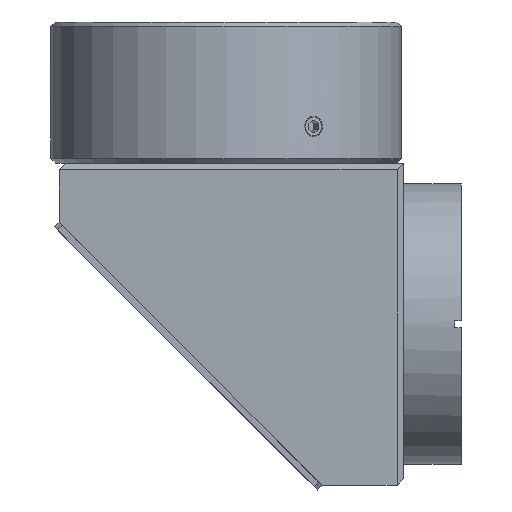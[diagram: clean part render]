
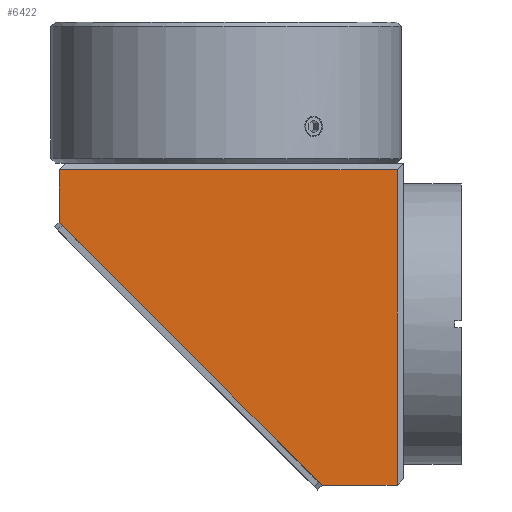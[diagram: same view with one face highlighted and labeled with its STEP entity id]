
A CAD part, left-side view. The second image highlights one B-rep face of the part: STEP entity #6422.
In plain terms, the highlighted planar face has unit normal (-1, 0, 0).
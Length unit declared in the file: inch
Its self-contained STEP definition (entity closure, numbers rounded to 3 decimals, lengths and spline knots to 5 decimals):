
#4419=CARTESIAN_POINT('',(-0.775,-0.77,-1.45));
#4420=VERTEX_POINT('',#4419);
#4429=CARTESIAN_POINT('',(-0.775,-0.43288,-1.45));
#4430=VERTEX_POINT('',#4429);
#4431=CARTESIAN_POINT('',(-0.775,-0.43288,-1.45));
#4432=DIRECTION('',(0.0,-1.0,0.0));
#4433=VECTOR('',#4432,0.33712);
#4434=LINE('',#4431,#4433);
#4435=EDGE_CURVE('',#4430,#4420,#4434,.T.);
#4693=CARTESIAN_POINT('',(-0.775,0.75,-0.03));
#4694=VERTEX_POINT('',#4693);
#4724=CARTESIAN_POINT('',(-0.775,-0.77,-0.03));
#4725=VERTEX_POINT('',#4724);
#4726=CARTESIAN_POINT('',(-0.775,0.75,-0.03));
#4727=DIRECTION('',(0.0,-1.0,0.0));
#4728=VECTOR('',#4727,1.52);
#4729=LINE('',#4726,#4728);
#4730=EDGE_CURVE('',#4694,#4725,#4729,.T.);
#4755=CARTESIAN_POINT('',(-0.775,-0.77,-0.03));
#4756=DIRECTION('',(0.0,0.0,-1.0));
#4757=VECTOR('',#4756,1.42);
#4758=LINE('',#4755,#4757);
#4759=EDGE_CURVE('',#4725,#4420,#4758,.T.);
#4810=CARTESIAN_POINT('',(-0.775,0.75,-0.26712));
#4811=VERTEX_POINT('',#4810);
#4818=CARTESIAN_POINT('',(-0.775,0.75,-0.03));
#4819=DIRECTION('',(0.0,0.0,-1.0));
#4820=VECTOR('',#4819,0.23712);
#4821=LINE('',#4818,#4820);
#4822=EDGE_CURVE('',#4694,#4811,#4821,.T.);
#5652=CARTESIAN_POINT('',(-0.775,0.75,-0.26712));
#5653=DIRECTION('',(0.,-0.707,-0.707));
#5654=VECTOR('',#5653,1.67284);
#5655=LINE('',#5652,#5654);
#5656=EDGE_CURVE('',#4811,#4430,#5655,.T.);
#6410=CARTESIAN_POINT('',(-0.775,0.75,0.0));
#6411=DIRECTION('',(-1.0,0.0,0.0));
#6412=DIRECTION('',(0.0,0.0,1.0));
#6413=AXIS2_PLACEMENT_3D('',#6410,#6411,#6412);
#6414=PLANE('',#6413);
#6415=ORIENTED_EDGE('',*,*,#4730,.F.);
#6416=ORIENTED_EDGE('',*,*,#4822,.T.);
#6417=ORIENTED_EDGE('',*,*,#5656,.T.);
#6418=ORIENTED_EDGE('',*,*,#4435,.T.);
#6419=ORIENTED_EDGE('',*,*,#4759,.F.);
#6420=EDGE_LOOP('',(#6415,#6416,#6417,#6418,#6419));
#6421=FACE_OUTER_BOUND('',#6420,.T.);
#6422=ADVANCED_FACE('',(#6421),#6414,.T.);
